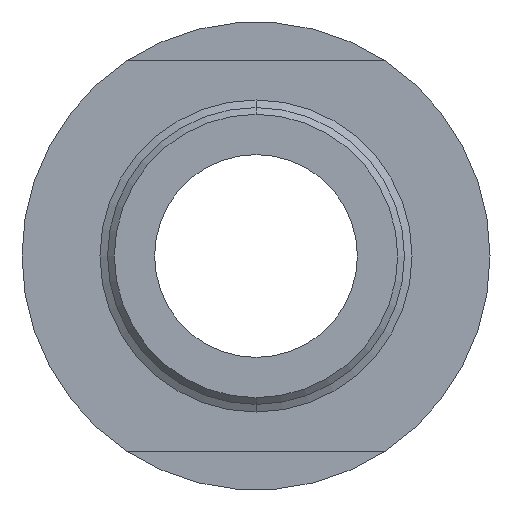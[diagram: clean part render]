
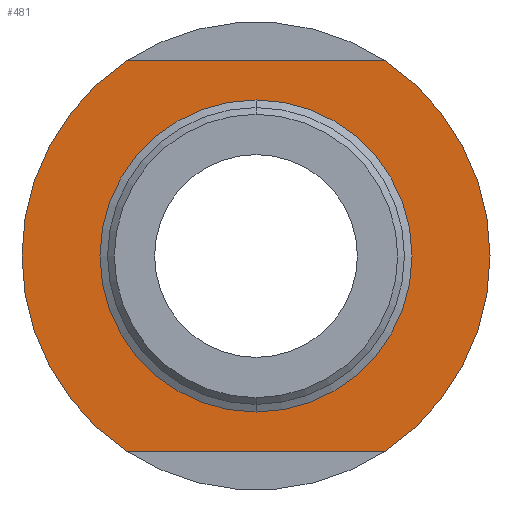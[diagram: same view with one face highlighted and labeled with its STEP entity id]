
A CAD part, left-side view. The second image highlights one B-rep face of the part: STEP entity #481.
In plain terms, the highlighted planar face has unit normal (-1, 0, 0).
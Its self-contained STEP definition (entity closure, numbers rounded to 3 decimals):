
#11 = DIRECTION ( 'NONE',  ( -1., 0., 0. ) ) ;
#30 = DIRECTION ( 'NONE',  ( 0., -1., 0. ) ) ;
#70 = AXIS2_PLACEMENT_3D ( 'NONE', #753, #392, #130 ) ;
#105 = ORIENTED_EDGE ( 'NONE', *, *, #952, .F. ) ;
#107 = ORIENTED_EDGE ( 'NONE', *, *, #1021, .T. ) ;
#130 = DIRECTION ( 'NONE',  ( 0., -1., 0. ) ) ;
#132 = AXIS2_PLACEMENT_3D ( 'NONE', #1064, #624, #542 ) ;
#166 = VECTOR ( 'NONE', #911, 1000. ) ;
#168 = VERTEX_POINT ( 'NONE', #230 ) ;
#189 = AXIS2_PLACEMENT_3D ( 'NONE', #411, #775, #1036 ) ;
#195 = ORIENTED_EDGE ( 'NONE', *, *, #1070, .T. ) ;
#196 = DIRECTION ( 'NONE',  ( 0., -1., 0. ) ) ;
#207 = CARTESIAN_POINT ( 'NONE',  ( -3.75, 7.5, 0. ) ) ;
#211 = ORIENTED_EDGE ( 'NONE', *, *, #998, .T. ) ;
#218 = CARTESIAN_POINT ( 'NONE',  ( -3.75, -4.146, 6.25 ) ) ;
#230 = CARTESIAN_POINT ( 'NONE',  ( -3.75, -4.146, -6.25 ) ) ;
#235 = CARTESIAN_POINT ( 'NONE',  ( -3.75, 4.146, -6.25 ) ) ;
#261 = CIRCLE ( 'NONE', #132, 7.5 ) ;
#321 = AXIS2_PLACEMENT_3D ( 'NONE', #1075, #11, #196 ) ;
#327 = ORIENTED_EDGE ( 'NONE', *, *, #600, .T. ) ;
#337 = CIRCLE ( 'NONE', #824, 7.5 ) ;
#378 = CARTESIAN_POINT ( 'NONE',  ( -3.75, 0., 0. ) ) ;
#392 = DIRECTION ( 'NONE',  ( -1., 0., 0. ) ) ;
#411 = CARTESIAN_POINT ( 'NONE',  ( -3.75, 0., 0. ) ) ;
#418 = CIRCLE ( 'NONE', #1076, 5. ) ;
#474 = PLANE ( 'NONE',  #70 ) ;
#475 = EDGE_CURVE ( 'NONE', #507, #986, #418, .T. ) ;
#481 = ADVANCED_FACE ( 'NONE', ( #667, #490 ), #474, .T. ) ;
#488 = CARTESIAN_POINT ( 'NONE',  ( -3.75, -4.146, 6.25 ) ) ;
#490 = FACE_BOUND ( 'NONE', #779, .T. ) ;
#499 = AXIS2_PLACEMENT_3D ( 'NONE', #1000, #663, #30 ) ;
#507 = VERTEX_POINT ( 'NONE', #931 ) ;
#511 = EDGE_CURVE ( 'NONE', #737, #811, #823, .T. ) ;
#512 = ORIENTED_EDGE ( 'NONE', *, *, #511, .T. ) ;
#542 = DIRECTION ( 'NONE',  ( 0., -1., 0. ) ) ;
#555 = VERTEX_POINT ( 'NONE', #626 ) ;
#557 = CARTESIAN_POINT ( 'NONE',  ( -3.75, 4.146, -6.25 ) ) ;
#600 = EDGE_CURVE ( 'NONE', #555, #971, #631, .T. ) ;
#624 = DIRECTION ( 'NONE',  ( -1., 0., 0. ) ) ;
#626 = CARTESIAN_POINT ( 'NONE',  ( -3.75, 4.146, 6.25 ) ) ;
#631 = CIRCLE ( 'NONE', #321, 7.5 ) ;
#646 = DIRECTION ( 'NONE',  ( -1., 0., 0. ) ) ;
#657 = LINE ( 'NONE', #218, #917 ) ;
#659 = DIRECTION ( 'NONE',  ( -1., 0., 0. ) ) ;
#663 = DIRECTION ( 'NONE',  ( -1., 0., 0. ) ) ;
#667 = FACE_OUTER_BOUND ( 'NONE', #892, .T. ) ;
#691 = CIRCLE ( 'NONE', #189, 5. ) ;
#696 = VERTEX_POINT ( 'NONE', #235 ) ;
#698 = EDGE_CURVE ( 'NONE', #811, #555, #657, .T. ) ;
#737 = VERTEX_POINT ( 'NONE', #1112 ) ;
#738 = CARTESIAN_POINT ( 'NONE',  ( -3.75, 0., 0. ) ) ;
#750 = DIRECTION ( 'NONE',  ( 0., 1., 0. ) ) ;
#753 = CARTESIAN_POINT ( 'NONE',  ( -3.75, 0., 0. ) ) ;
#756 = DIRECTION ( 'NONE',  ( 0., -1., 0. ) ) ;
#775 = DIRECTION ( 'NONE',  ( -1., 0., 0. ) ) ;
#779 = EDGE_LOOP ( 'NONE', ( #1066, #105 ) ) ;
#794 = CARTESIAN_POINT ( 'NONE',  ( -3.75, 0., -5. ) ) ;
#811 = VERTEX_POINT ( 'NONE', #488 ) ;
#823 = CIRCLE ( 'NONE', #499, 7.5 ) ;
#824 = AXIS2_PLACEMENT_3D ( 'NONE', #378, #646, #1072 ) ;
#892 = EDGE_LOOP ( 'NONE', ( #327, #195, #211, #107, #512, #1123 ) ) ;
#911 = DIRECTION ( 'NONE',  ( 0., -1., 0. ) ) ;
#917 = VECTOR ( 'NONE', #750, 1000. ) ;
#931 = CARTESIAN_POINT ( 'NONE',  ( -3.75, 0., 5. ) ) ;
#952 = EDGE_CURVE ( 'NONE', #986, #507, #691, .T. ) ;
#971 = VERTEX_POINT ( 'NONE', #207 ) ;
#974 = LINE ( 'NONE', #557, #166 ) ;
#986 = VERTEX_POINT ( 'NONE', #794 ) ;
#998 = EDGE_CURVE ( 'NONE', #696, #168, #974, .T. ) ;
#1000 = CARTESIAN_POINT ( 'NONE',  ( -3.75, 0., 0. ) ) ;
#1021 = EDGE_CURVE ( 'NONE', #168, #737, #261, .T. ) ;
#1036 = DIRECTION ( 'NONE',  ( 0., -1., 0. ) ) ;
#1064 = CARTESIAN_POINT ( 'NONE',  ( -3.75, 0., 0. ) ) ;
#1066 = ORIENTED_EDGE ( 'NONE', *, *, #475, .F. ) ;
#1070 = EDGE_CURVE ( 'NONE', #971, #696, #337, .T. ) ;
#1072 = DIRECTION ( 'NONE',  ( 0., -1., 0. ) ) ;
#1075 = CARTESIAN_POINT ( 'NONE',  ( -3.75, 0., 0. ) ) ;
#1076 = AXIS2_PLACEMENT_3D ( 'NONE', #738, #659, #756 ) ;
#1112 = CARTESIAN_POINT ( 'NONE',  ( -3.75, -7.5, 0. ) ) ;
#1123 = ORIENTED_EDGE ( 'NONE', *, *, #698, .T. ) ;
